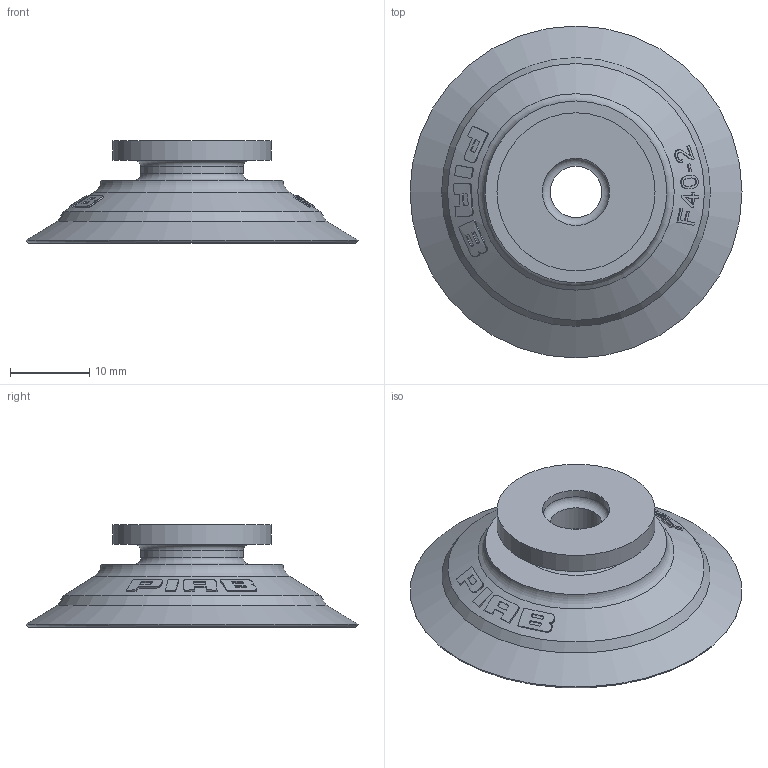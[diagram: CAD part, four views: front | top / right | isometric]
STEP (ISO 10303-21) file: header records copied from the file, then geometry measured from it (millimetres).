
FILE_DESCRIPTION( ( 'Unknown' ), '1' );
FILE_NAME( 'SE-0412753.stp', 'Unknown', ( 'Unknown' ), ( 'Unknown' ), 'PSStep 17.0.49', 'Unknown', ' ' );
FILE_SCHEMA( ( 'AUTOMOTIVE_DESIGN { 1 0 10303 214 1 1 1 1 }' ) );
Length unit declared in the file: millimetre
Products named in the file (1): 1
Bounding box: 42 x 42 x 13 mm (x, y, z)
Volume: 6868.7 mm3; surface area: 3969.6 mm2
Topology: 1 solids, 1 shells, 127 faces, 316 edges, 208 vertices
Faces by surface type: plane 76, cylinder 21, cone 19, torus 7, extrusion 4
Full cylindrical faces by diameter (mm): 6.5 x1, 8.5 x1, 10 x1, 13 x1, 20 x1
Entity records: 4324 total; most frequent: CARTESIAN_POINT 1725, ORIENTED_EDGE 584, DIRECTION 383, EDGE_CURVE 292, VERTEX_POINT 203, B_SPLINE_CURVE_WITH_KNOTS 186, EDGE_LOOP 165, AXIS2_PLACEMENT_3D 145
